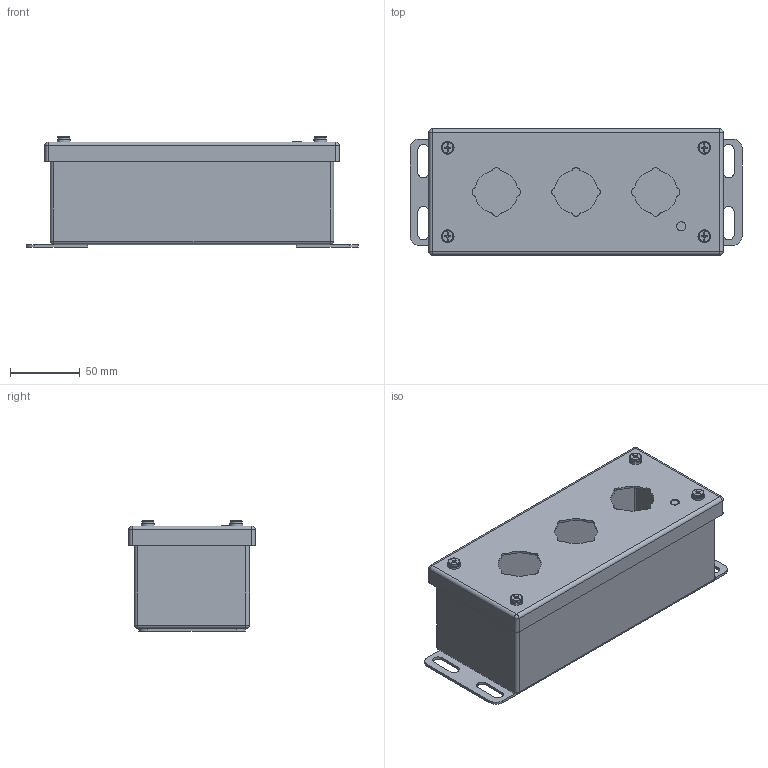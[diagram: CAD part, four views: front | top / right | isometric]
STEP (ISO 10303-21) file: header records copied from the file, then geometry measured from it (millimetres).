
FILE_DESCRIPTION (( 'STEP AP214' ), '1' );
FILE_NAME ('SCE-3PB.STEP', '2022-07-29T13:04:12', ( '' ), ( '' ), 'SwSTEP 2.0', 'SolidWorks 2021', '' );
FILE_SCHEMA (( 'AUTOMOTIVE_DESIGN' ));
Length unit declared in the file: inch
Products named in the file (1): SCE-3PB
Bounding box: 238.12 x 90.49 x 79.34 mm (x, y, z)
Volume: 146386.4 mm3; surface area: 190975.1 mm2
Topology: 14 solids, 14 shells, 482 faces, 1269 edges, 718 vertices
Faces by surface type: cylinder 170, plane 159, bspline 80, torus 32, sphere 24, cone 17
Full cylindrical faces by diameter (mm): 3.708 x4, 4.775 x5, 5.588 x4, 6.502 x1, 6.604 x4, 6.756 x4, 8.484 x4, 8.636 x4, 9.195 x4
Entity records: 15085 total; most frequent: CARTESIAN_POINT 4237, DIRECTION 2168, ORIENTED_EDGE 2138, EDGE_CURVE 1069, AXIS2_PLACEMENT_3D 824, VERTEX_POINT 681, EDGE_LOOP 588, FACE_OUTER_BOUND 532
